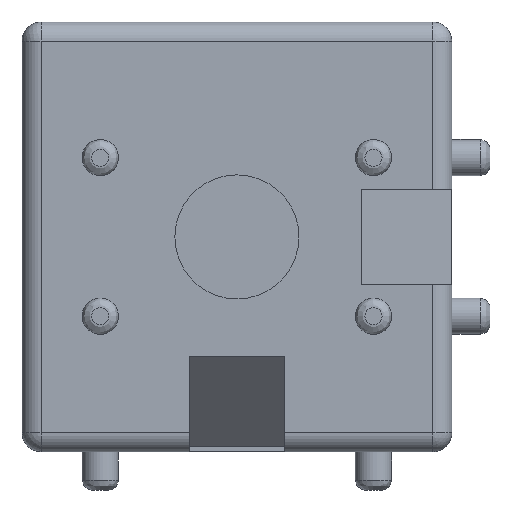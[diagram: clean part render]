
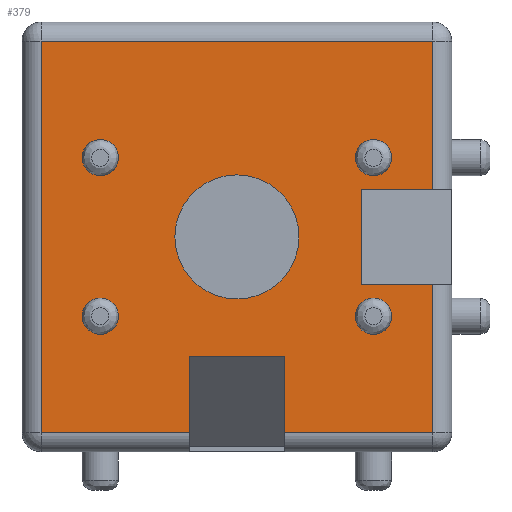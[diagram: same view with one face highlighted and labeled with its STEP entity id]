
A CAD part, left-side view. The second image highlights one B-rep face of the part: STEP entity #379.
In plain terms, the highlighted planar face has unit normal (-1, 0, 0).
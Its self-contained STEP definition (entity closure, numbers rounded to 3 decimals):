
#114=CARTESIAN_POINT('',(-45.,27.5,10.));
#115=VERTEX_POINT('',#114);
#130=CARTESIAN_POINT('',(-45.,17.5,10.));
#131=VERTEX_POINT('',#130);
#138=CARTESIAN_POINT('',(-45.0,27.5,10.));
#139=DIRECTION('',(0.0,-1.0,0.0));
#140=VECTOR('',#139,10.);
#141=LINE('',#138,#140);
#142=EDGE_CURVE('',#115,#131,#141,.T.);
#154=CARTESIAN_POINT('',(-45.,27.5,2.));
#155=VERTEX_POINT('',#154);
#178=CARTESIAN_POINT('',(-45.0,27.5,2.));
#179=DIRECTION('',(0.0,0.0,1.0));
#180=VECTOR('',#179,8.);
#181=LINE('',#178,#180);
#182=EDGE_CURVE('',#155,#115,#181,.T.);
#192=CARTESIAN_POINT('',(-45.,17.5,2.));
#193=VERTEX_POINT('',#192);
#203=CARTESIAN_POINT('',(-45.0,17.5,10.));
#204=DIRECTION('',(0.0,0.0,-1.0));
#205=VECTOR('',#204,8.);
#206=LINE('',#203,#205);
#207=EDGE_CURVE('',#131,#193,#206,.T.);
#244=CARTESIAN_POINT('',(-45.0,0.0,0.0));
#245=DIRECTION('',(-1.0,0.0,0.0));
#246=DIRECTION('',(0.0,0.0,1.0));
#247=AXIS2_PLACEMENT_3D('',#244,#245,#246);
#248=PLANE('',#247);
#249=ORIENTED_EDGE('',*,*,#182,.T.);
#250=ORIENTED_EDGE('',*,*,#142,.T.);
#251=ORIENTED_EDGE('',*,*,#207,.T.);
#252=CARTESIAN_POINT('',(-45.0,2.0,2.0));
#253=VERTEX_POINT('',#252);
#254=CARTESIAN_POINT('',(-45.0,2.0,2.0));
#255=DIRECTION('',(0.0,1.0,0.0));
#256=VECTOR('',#255,15.5);
#257=LINE('',#254,#256);
#258=EDGE_CURVE('',#253,#193,#257,.T.);
#259=ORIENTED_EDGE('',*,*,#258,.F.);
#260=CARTESIAN_POINT('',(-45.0,2.0,17.5));
#261=VERTEX_POINT('',#260);
#262=CARTESIAN_POINT('',(-45.0,2.0,17.5));
#263=DIRECTION('',(0.0,0.0,-1.0));
#264=VECTOR('',#263,15.5);
#265=LINE('',#262,#264);
#266=EDGE_CURVE('',#261,#253,#265,.T.);
#267=ORIENTED_EDGE('',*,*,#266,.F.);
#268=CARTESIAN_POINT('',(-45.0,9.475,17.5));
#269=VERTEX_POINT('',#268);
#270=CARTESIAN_POINT('',(-45.0,2.0,17.5));
#271=DIRECTION('',(0.0,1.0,0.0));
#272=VECTOR('',#271,7.475);
#273=LINE('',#270,#272);
#274=EDGE_CURVE('',#261,#269,#273,.T.);
#275=ORIENTED_EDGE('',*,*,#274,.T.);
#276=CARTESIAN_POINT('',(-45.0,9.475,27.5));
#277=VERTEX_POINT('',#276);
#278=CARTESIAN_POINT('',(-45.0,9.475,17.5));
#279=DIRECTION('',(0.0,0.0,1.0));
#280=VECTOR('',#279,10.);
#281=LINE('',#278,#280);
#282=EDGE_CURVE('',#269,#277,#281,.T.);
#283=ORIENTED_EDGE('',*,*,#282,.T.);
#284=CARTESIAN_POINT('',(-45.0,2.0,27.5));
#285=VERTEX_POINT('',#284);
#286=CARTESIAN_POINT('',(-45.0,9.475,27.5));
#287=DIRECTION('',(0.0,-1.0,0.0));
#288=VECTOR('',#287,7.475);
#289=LINE('',#286,#288);
#290=EDGE_CURVE('',#277,#285,#289,.T.);
#291=ORIENTED_EDGE('',*,*,#290,.T.);
#292=CARTESIAN_POINT('',(-45.0,2.0,43.0));
#293=VERTEX_POINT('',#292);
#294=CARTESIAN_POINT('',(-45.0,2.0,43.0));
#295=DIRECTION('',(0.0,0.0,-1.0));
#296=VECTOR('',#295,15.5);
#297=LINE('',#294,#296);
#298=EDGE_CURVE('',#293,#285,#297,.T.);
#299=ORIENTED_EDGE('',*,*,#298,.F.);
#300=CARTESIAN_POINT('',(-45.0,43.0,43.0));
#301=VERTEX_POINT('',#300);
#302=CARTESIAN_POINT('',(-45.0,43.0,43.0));
#303=DIRECTION('',(0.0,-1.0,0.0));
#304=VECTOR('',#303,41.0);
#305=LINE('',#302,#304);
#306=EDGE_CURVE('',#301,#293,#305,.T.);
#307=ORIENTED_EDGE('',*,*,#306,.F.);
#308=CARTESIAN_POINT('',(-45.0,43.0,2.0));
#309=VERTEX_POINT('',#308);
#310=CARTESIAN_POINT('',(-45.0,43.0,2.0));
#311=DIRECTION('',(0.0,0.0,1.0));
#312=VECTOR('',#311,41.0);
#313=LINE('',#310,#312);
#314=EDGE_CURVE('',#309,#301,#313,.T.);
#315=ORIENTED_EDGE('',*,*,#314,.F.);
#316=CARTESIAN_POINT('',(-45.0,27.5,2.0));
#317=DIRECTION('',(0.0,1.0,0.0));
#318=VECTOR('',#317,15.5);
#319=LINE('',#316,#318);
#320=EDGE_CURVE('',#155,#309,#319,.T.);
#321=ORIENTED_EDGE('',*,*,#320,.F.);
#322=EDGE_LOOP('',(#249,#250,#251,#259,#267,#275,#283,#291,#299,#307,#315,#321));
#323=FACE_OUTER_BOUND('',#322,.T.);
#324=CARTESIAN_POINT('',(-45.0,36.8,32.7));
#325=VERTEX_POINT('',#324);
#326=CARTESIAN_POINT('',(-45.0,36.8,30.8));
#327=DIRECTION('',(1.0,0.0,0.0));
#328=DIRECTION('',(0.0,0.0,-1.0));
#329=AXIS2_PLACEMENT_3D('',#326,#327,#328);
#330=CIRCLE('',#329,1.9);
#331=EDGE_CURVE('',#325,#325,#330,.T.);
#332=ORIENTED_EDGE('',*,*,#331,.T.);
#333=EDGE_LOOP('',(#332));
#334=FACE_BOUND('',#333,.T.);
#335=CARTESIAN_POINT('',(-45.0,8.2,16.1));
#336=VERTEX_POINT('',#335);
#337=CARTESIAN_POINT('',(-45.0,8.2,14.2));
#338=DIRECTION('',(1.0,0.0,0.0));
#339=DIRECTION('',(0.0,0.0,-1.0));
#340=AXIS2_PLACEMENT_3D('',#337,#338,#339);
#341=CIRCLE('',#340,1.9);
#342=EDGE_CURVE('',#336,#336,#341,.T.);
#343=ORIENTED_EDGE('',*,*,#342,.T.);
#344=EDGE_LOOP('',(#343));
#345=FACE_BOUND('',#344,.T.);
#346=CARTESIAN_POINT('',(-45.0,36.8,16.1));
#347=VERTEX_POINT('',#346);
#348=CARTESIAN_POINT('',(-45.0,36.8,14.2));
#349=DIRECTION('',(1.0,0.0,0.0));
#350=DIRECTION('',(0.0,0.0,-1.0));
#351=AXIS2_PLACEMENT_3D('',#348,#349,#350);
#352=CIRCLE('',#351,1.9);
#353=EDGE_CURVE('',#347,#347,#352,.T.);
#354=ORIENTED_EDGE('',*,*,#353,.T.);
#355=EDGE_LOOP('',(#354));
#356=FACE_BOUND('',#355,.T.);
#357=CARTESIAN_POINT('',(-45.0,8.2,32.7));
#358=VERTEX_POINT('',#357);
#359=CARTESIAN_POINT('',(-45.0,8.2,30.8));
#360=DIRECTION('',(1.0,0.0,0.0));
#361=DIRECTION('',(0.0,0.0,-1.0));
#362=AXIS2_PLACEMENT_3D('',#359,#360,#361);
#363=CIRCLE('',#362,1.9);
#364=EDGE_CURVE('',#358,#358,#363,.T.);
#365=ORIENTED_EDGE('',*,*,#364,.T.);
#366=EDGE_LOOP('',(#365));
#367=FACE_BOUND('',#366,.T.);
#368=CARTESIAN_POINT('',(-45.0,22.5,16.0));
#369=VERTEX_POINT('',#368);
#370=CARTESIAN_POINT('',(-45.0,22.5,22.5));
#371=DIRECTION('',(1.0,0.0,0.0));
#372=DIRECTION('',(0.0,0.0,1.0));
#373=AXIS2_PLACEMENT_3D('',#370,#371,#372);
#374=CIRCLE('',#373,6.5);
#375=EDGE_CURVE('',#369,#369,#374,.T.);
#376=ORIENTED_EDGE('',*,*,#375,.T.);
#377=EDGE_LOOP('',(#376));
#378=FACE_BOUND('',#377,.T.);
#379=ADVANCED_FACE('',(#323,#334,#345,#356,#367,#378),#248,.T.);
